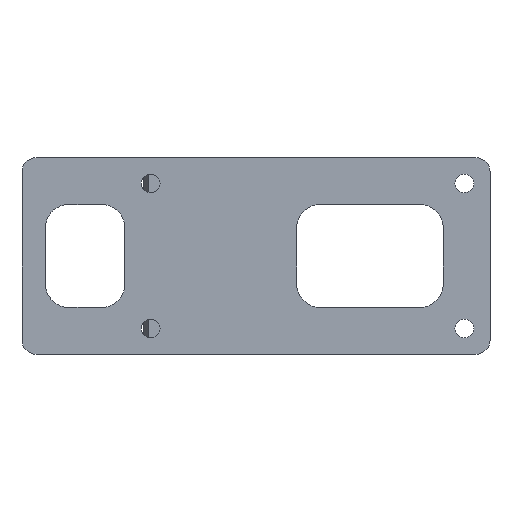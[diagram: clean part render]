
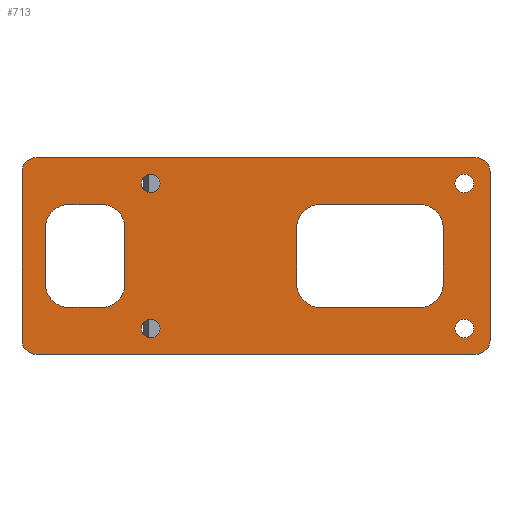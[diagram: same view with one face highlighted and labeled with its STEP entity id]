
A CAD part, top view. The second image highlights one B-rep face of the part: STEP entity #713.
In plain terms, the highlighted planar face has unit normal (0, 0, 1).
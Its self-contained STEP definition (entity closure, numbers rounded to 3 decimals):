
#15=FACE_BOUND('',#100,.T.);
#16=FACE_BOUND('',#101,.T.);
#17=FACE_BOUND('',#102,.T.);
#18=FACE_BOUND('',#103,.T.);
#19=FACE_BOUND('',#104,.T.);
#20=FACE_BOUND('',#105,.T.);
#34=PLANE('',#781);
#63=FACE_OUTER_BOUND('',#99,.T.);
#99=EDGE_LOOP('',(#543,#544,#545,#546,#547,#548,#549,#550));
#100=EDGE_LOOP('',(#551,#552,#553,#554,#555,#556,#557,#558));
#101=EDGE_LOOP('',(#559,#560,#561,#562,#563,#564,#565,#566));
#102=EDGE_LOOP('',(#567));
#103=EDGE_LOOP('',(#568));
#104=EDGE_LOOP('',(#569));
#105=EDGE_LOOP('',(#570));
#131=LINE('',#1046,#199);
#135=LINE('',#1058,#203);
#139=LINE('',#1070,#207);
#141=LINE('',#1078,#209);
#147=LINE('',#1094,#215);
#150=LINE('',#1105,#218);
#154=LINE('',#1117,#222);
#157=LINE('',#1126,#225);
#161=LINE('',#1139,#229);
#164=LINE('',#1145,#232);
#165=LINE('',#1149,#233);
#166=LINE('',#1153,#234);
#199=VECTOR('',#831,10.);
#203=VECTOR('',#843,10.);
#207=VECTOR('',#855,10.);
#209=VECTOR('',#865,10.);
#215=VECTOR('',#879,10.);
#218=VECTOR('',#890,10.);
#222=VECTOR('',#902,10.);
#225=VECTOR('',#913,10.);
#229=VECTOR('',#925,10.);
#232=VECTOR('',#930,10.);
#233=VECTOR('',#933,10.);
#234=VECTOR('',#936,10.);
#264=CIRCLE('',#747,5.);
#266=CIRCLE('',#751,5.);
#268=CIRCLE('',#755,5.);
#270=CIRCLE('',#759,5.);
#272=CIRCLE('',#763,5.);
#274=CIRCLE('',#767,5.);
#276=CIRCLE('',#771,5.);
#278=CIRCLE('',#775,5.);
#280=CIRCLE('',#779,3.);
#281=CIRCLE('',#782,3.);
#282=CIRCLE('',#783,3.);
#283=CIRCLE('',#784,3.);
#284=CIRCLE('',#785,2.);
#285=CIRCLE('',#786,2.);
#286=CIRCLE('',#787,2.);
#287=CIRCLE('',#788,2.);
#301=VERTEX_POINT('',#1036);
#302=VERTEX_POINT('',#1038);
#304=VERTEX_POINT('',#1044);
#306=VERTEX_POINT('',#1050);
#308=VERTEX_POINT('',#1056);
#310=VERTEX_POINT('',#1062);
#312=VERTEX_POINT('',#1068);
#314=VERTEX_POINT('',#1074);
#317=VERTEX_POINT('',#1084);
#318=VERTEX_POINT('',#1086);
#320=VERTEX_POINT('',#1092);
#323=VERTEX_POINT('',#1099);
#324=VERTEX_POINT('',#1101);
#327=VERTEX_POINT('',#1111);
#328=VERTEX_POINT('',#1113);
#330=VERTEX_POINT('',#1122);
#333=VERTEX_POINT('',#1132);
#334=VERTEX_POINT('',#1134);
#335=VERTEX_POINT('',#1138);
#337=VERTEX_POINT('',#1144);
#338=VERTEX_POINT('',#1146);
#339=VERTEX_POINT('',#1148);
#340=VERTEX_POINT('',#1150);
#341=VERTEX_POINT('',#1152);
#342=VERTEX_POINT('',#1155);
#343=VERTEX_POINT('',#1157);
#344=VERTEX_POINT('',#1159);
#345=VERTEX_POINT('',#1161);
#369=EDGE_CURVE('',#301,#302,#264,.T.);
#373=EDGE_CURVE('',#301,#304,#131,.T.);
#376=EDGE_CURVE('',#306,#304,#266,.T.);
#379=EDGE_CURVE('',#306,#308,#135,.T.);
#382=EDGE_CURVE('',#310,#308,#268,.T.);
#385=EDGE_CURVE('',#310,#312,#139,.T.);
#388=EDGE_CURVE('',#314,#312,#270,.T.);
#389=EDGE_CURVE('',#314,#302,#141,.T.);
#393=EDGE_CURVE('',#317,#318,#272,.T.);
#397=EDGE_CURVE('',#317,#320,#147,.T.);
#400=EDGE_CURVE('',#323,#324,#274,.T.);
#402=EDGE_CURVE('',#323,#318,#150,.T.);
#406=EDGE_CURVE('',#327,#328,#276,.T.);
#408=EDGE_CURVE('',#327,#324,#154,.T.);
#412=EDGE_CURVE('',#330,#320,#278,.T.);
#413=EDGE_CURVE('',#330,#328,#157,.T.);
#417=EDGE_CURVE('',#333,#334,#280,.T.);
#419=EDGE_CURVE('',#334,#335,#161,.T.);
#422=EDGE_CURVE('',#337,#333,#164,.T.);
#423=EDGE_CURVE('',#338,#337,#281,.T.);
#424=EDGE_CURVE('',#338,#339,#165,.T.);
#425=EDGE_CURVE('',#340,#339,#282,.T.);
#426=EDGE_CURVE('',#341,#340,#166,.T.);
#427=EDGE_CURVE('',#335,#341,#283,.T.);
#428=EDGE_CURVE('',#342,#342,#284,.T.);
#429=EDGE_CURVE('',#343,#343,#285,.T.);
#430=EDGE_CURVE('',#344,#344,#286,.T.);
#431=EDGE_CURVE('',#345,#345,#287,.T.);
#543=ORIENTED_EDGE('',*,*,#417,.F.);
#544=ORIENTED_EDGE('',*,*,#422,.F.);
#545=ORIENTED_EDGE('',*,*,#423,.F.);
#546=ORIENTED_EDGE('',*,*,#424,.T.);
#547=ORIENTED_EDGE('',*,*,#425,.F.);
#548=ORIENTED_EDGE('',*,*,#426,.F.);
#549=ORIENTED_EDGE('',*,*,#427,.F.);
#550=ORIENTED_EDGE('',*,*,#419,.F.);
#551=ORIENTED_EDGE('',*,*,#413,.T.);
#552=ORIENTED_EDGE('',*,*,#406,.F.);
#553=ORIENTED_EDGE('',*,*,#408,.T.);
#554=ORIENTED_EDGE('',*,*,#400,.F.);
#555=ORIENTED_EDGE('',*,*,#402,.T.);
#556=ORIENTED_EDGE('',*,*,#393,.F.);
#557=ORIENTED_EDGE('',*,*,#397,.T.);
#558=ORIENTED_EDGE('',*,*,#412,.F.);
#559=ORIENTED_EDGE('',*,*,#385,.T.);
#560=ORIENTED_EDGE('',*,*,#388,.F.);
#561=ORIENTED_EDGE('',*,*,#389,.T.);
#562=ORIENTED_EDGE('',*,*,#369,.F.);
#563=ORIENTED_EDGE('',*,*,#373,.T.);
#564=ORIENTED_EDGE('',*,*,#376,.F.);
#565=ORIENTED_EDGE('',*,*,#379,.T.);
#566=ORIENTED_EDGE('',*,*,#382,.F.);
#567=ORIENTED_EDGE('',*,*,#428,.T.);
#568=ORIENTED_EDGE('',*,*,#429,.T.);
#569=ORIENTED_EDGE('',*,*,#430,.T.);
#570=ORIENTED_EDGE('',*,*,#431,.T.);
#713=ADVANCED_FACE('',(#63,#15,#16,#17,#18,#19,#20),#34,.T.);
#747=AXIS2_PLACEMENT_3D('',#1039,#824,#825);
#751=AXIS2_PLACEMENT_3D('',#1052,#837,#838);
#755=AXIS2_PLACEMENT_3D('',#1064,#849,#850);
#759=AXIS2_PLACEMENT_3D('',#1076,#861,#862);
#763=AXIS2_PLACEMENT_3D('',#1087,#872,#873);
#767=AXIS2_PLACEMENT_3D('',#1102,#885,#886);
#771=AXIS2_PLACEMENT_3D('',#1114,#897,#898);
#775=AXIS2_PLACEMENT_3D('',#1124,#909,#910);
#779=AXIS2_PLACEMENT_3D('',#1135,#920,#921);
#781=AXIS2_PLACEMENT_3D('',#1143,#928,#929);
#782=AXIS2_PLACEMENT_3D('',#1147,#931,#932);
#783=AXIS2_PLACEMENT_3D('',#1151,#934,#935);
#784=AXIS2_PLACEMENT_3D('',#1154,#937,#938);
#785=AXIS2_PLACEMENT_3D('',#1156,#939,#940);
#786=AXIS2_PLACEMENT_3D('',#1158,#941,#942);
#787=AXIS2_PLACEMENT_3D('',#1160,#943,#944);
#788=AXIS2_PLACEMENT_3D('',#1162,#945,#946);
#824=DIRECTION('center_axis',(0.,0.,1.));
#825=DIRECTION('ref_axis',(0.707,0.707,0.));
#831=DIRECTION('',(0.,-1.,0.));
#837=DIRECTION('center_axis',(0.,0.,1.));
#838=DIRECTION('ref_axis',(0.707,-0.707,0.));
#843=DIRECTION('',(-1.,0.,0.));
#849=DIRECTION('center_axis',(0.,0.,1.));
#850=DIRECTION('ref_axis',(-0.707,-0.707,0.));
#855=DIRECTION('',(0.,1.,0.));
#861=DIRECTION('center_axis',(0.,0.,1.));
#862=DIRECTION('ref_axis',(-0.707,0.707,0.));
#865=DIRECTION('',(1.,0.,0.));
#872=DIRECTION('center_axis',(0.,0.,1.));
#873=DIRECTION('ref_axis',(0.707,-0.707,0.));
#879=DIRECTION('',(-1.,0.,0.));
#885=DIRECTION('center_axis',(0.,0.,1.));
#886=DIRECTION('ref_axis',(0.707,0.707,0.));
#890=DIRECTION('',(0.,-1.,0.));
#897=DIRECTION('center_axis',(0.,0.,1.));
#898=DIRECTION('ref_axis',(-0.707,0.707,0.));
#902=DIRECTION('',(1.,0.,0.));
#909=DIRECTION('center_axis',(0.,0.,1.));
#910=DIRECTION('ref_axis',(-0.707,-0.707,0.));
#913=DIRECTION('',(0.,1.,0.));
#920=DIRECTION('center_axis',(0.,0.,-1.));
#921=DIRECTION('ref_axis',(-0.707,-0.707,0.));
#925=DIRECTION('',(0.,1.,0.));
#928=DIRECTION('center_axis',(0.,0.,1.));
#929=DIRECTION('ref_axis',(1.,0.,0.));
#930=DIRECTION('',(-1.,0.,0.));
#931=DIRECTION('center_axis',(0.,0.,-1.));
#932=DIRECTION('ref_axis',(0.707,-0.707,0.));
#933=DIRECTION('',(0.,1.,0.));
#934=DIRECTION('center_axis',(0.,0.,-1.));
#935=DIRECTION('ref_axis',(0.707,0.707,0.));
#936=DIRECTION('',(1.,0.,0.));
#937=DIRECTION('center_axis',(0.,0.,-1.));
#938=DIRECTION('ref_axis',(-0.707,0.707,0.));
#939=DIRECTION('center_axis',(0.,0.,-1.));
#940=DIRECTION('ref_axis',(1.,0.,0.));
#941=DIRECTION('center_axis',(0.,0.,-1.));
#942=DIRECTION('ref_axis',(1.,0.,0.));
#943=DIRECTION('center_axis',(0.,0.,-1.));
#944=DIRECTION('ref_axis',(1.,0.,0.));
#945=DIRECTION('center_axis',(0.,0.,-1.));
#946=DIRECTION('ref_axis',(1.,0.,0.));
#1036=CARTESIAN_POINT('',(49.65,27.,0.));
#1038=CARTESIAN_POINT('',(44.65,32.,0.));
#1039=CARTESIAN_POINT('Origin',(44.65,27.,0.));
#1044=CARTESIAN_POINT('',(49.65,15.,0.));
#1046=CARTESIAN_POINT('',(49.65,5.,0.));
#1050=CARTESIAN_POINT('',(44.65,10.,0.));
#1052=CARTESIAN_POINT('Origin',(44.65,15.,0.));
#1056=CARTESIAN_POINT('',(23.35,10.,0.));
#1058=CARTESIAN_POINT('',(-11.,10.,0.));
#1062=CARTESIAN_POINT('',(18.35,15.,0.));
#1064=CARTESIAN_POINT('Origin',(23.35,15.,0.));
#1068=CARTESIAN_POINT('',(18.35,27.,0.));
#1070=CARTESIAN_POINT('',(18.35,16.,0.));
#1074=CARTESIAN_POINT('',(23.35,32.,0.));
#1076=CARTESIAN_POINT('Origin',(23.35,27.,0.));
#1078=CARTESIAN_POINT('',(4.65,32.,0.));
#1084=CARTESIAN_POINT('',(-23.35,10.,0.));
#1086=CARTESIAN_POINT('',(-18.35,15.,0.));
#1087=CARTESIAN_POINT('Origin',(-23.35,15.,0.));
#1092=CARTESIAN_POINT('',(-30.35,10.,0.));
#1094=CARTESIAN_POINT('',(-37.85,10.,0.));
#1099=CARTESIAN_POINT('',(-18.35,27.,0.));
#1101=CARTESIAN_POINT('',(-23.35,32.,0.));
#1102=CARTESIAN_POINT('Origin',(-23.35,27.,0.));
#1105=CARTESIAN_POINT('',(-18.35,5.,0.));
#1111=CARTESIAN_POINT('',(-30.35,32.,0.));
#1113=CARTESIAN_POINT('',(-35.35,27.,0.));
#1114=CARTESIAN_POINT('Origin',(-30.35,27.,0.));
#1117=CARTESIAN_POINT('',(-29.35,32.,0.));
#1122=CARTESIAN_POINT('',(-35.35,15.,0.));
#1124=CARTESIAN_POINT('Origin',(-30.35,15.,0.));
#1126=CARTESIAN_POINT('',(-35.35,16.,0.));
#1132=CARTESIAN_POINT('',(-37.35,0.,0.));
#1134=CARTESIAN_POINT('',(-40.35,3.,0.));
#1135=CARTESIAN_POINT('Origin',(-37.35,3.,0.));
#1138=CARTESIAN_POINT('',(-40.35,39.,0.));
#1139=CARTESIAN_POINT('',(-40.35,0.,0.));
#1143=CARTESIAN_POINT('Origin',(-40.35,0.,0.));
#1144=CARTESIAN_POINT('',(56.65,0.,0.));
#1145=CARTESIAN_POINT('',(59.65,0.,0.));
#1146=CARTESIAN_POINT('',(59.65,3.,0.));
#1147=CARTESIAN_POINT('Origin',(56.65,3.,0.));
#1148=CARTESIAN_POINT('',(59.65,39.,0.));
#1149=CARTESIAN_POINT('',(59.65,0.,0.));
#1150=CARTESIAN_POINT('',(56.65,42.,0.));
#1151=CARTESIAN_POINT('Origin',(56.65,39.,0.));
#1152=CARTESIAN_POINT('',(-37.35,42.,0.));
#1153=CARTESIAN_POINT('',(59.65,42.,0.));
#1154=CARTESIAN_POINT('Origin',(-37.35,39.,0.));
#1155=CARTESIAN_POINT('',(52.15,36.5,0.));
#1156=CARTESIAN_POINT('Origin',(54.15,36.5,0.));
#1157=CARTESIAN_POINT('',(-14.85,36.5,0.));
#1158=CARTESIAN_POINT('Origin',(-12.85,36.5,0.));
#1159=CARTESIAN_POINT('',(52.15,5.5,0.));
#1160=CARTESIAN_POINT('Origin',(54.15,5.5,0.));
#1161=CARTESIAN_POINT('',(-14.85,5.5,0.));
#1162=CARTESIAN_POINT('Origin',(-12.85,5.5,0.));
